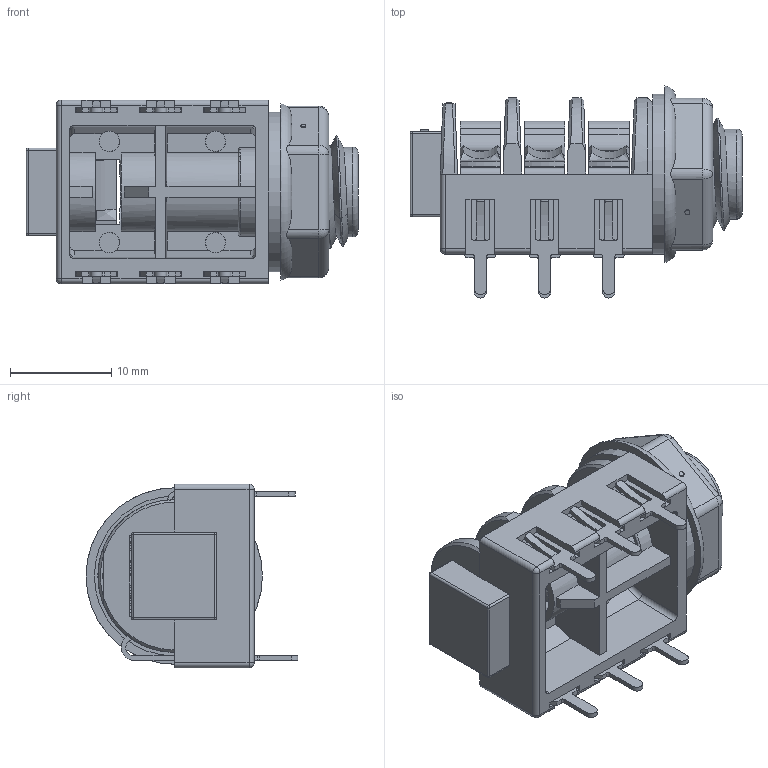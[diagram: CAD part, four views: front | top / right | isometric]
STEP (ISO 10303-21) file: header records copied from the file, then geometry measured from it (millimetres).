
FILE_DESCRIPTION(/* description */ (''),/* implementation_level */ '2;1');
FILE_NAME(/* name */ 'nmj6hfd2.stp',/* time_stamp */ '2023-11-23T01:33:04-05:00',/* author */ ('Ishaan'),/* organization */ (''),/* preprocessor_version */ 'ST-DEVELOPER v19.2',/* originating_system */ 'Autodesk Inventor 2024',/* authorisation */ '');
FILE_SCHEMA (('AUTOMOTIVE_DESIGN { 1 0 10303 214 3 1 1 }'));
Length unit declared in the file: millimetre
Products named in the file (1): NMJ6HFD2
Bounding box: 32.85 x 20.96 x 18.2 mm (x, y, z)
Volume: 3110 mm3; surface area: 5616 mm2
Topology: 4 solids, 4 shells, 621 faces, 1698 edges, 1093 vertices
Faces by surface type: plane 350, cylinder 181, bspline 65, sphere 18, torus 5, cone 2
Full cylindrical faces by diameter (mm): 0.5 x2, 2 x4, 6.55 x1, 8.9 x1, 11.4 x1, 11.5 x2, 12 x1, 15.8 x1
Entity records: 32564 total; most frequent: CARTESIAN_POINT 16333, ORIENTED_EDGE 3390, DIRECTION 3004, EDGE_CURVE 1695, LINE 1166, VECTOR 1166, VERTEX_POINT 1093, AXIS2_PLACEMENT_3D 919
